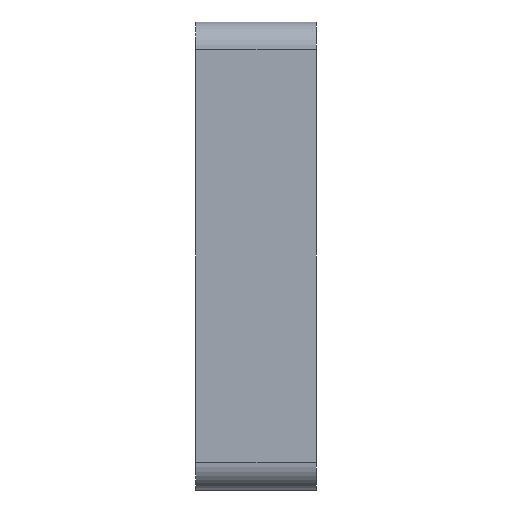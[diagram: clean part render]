
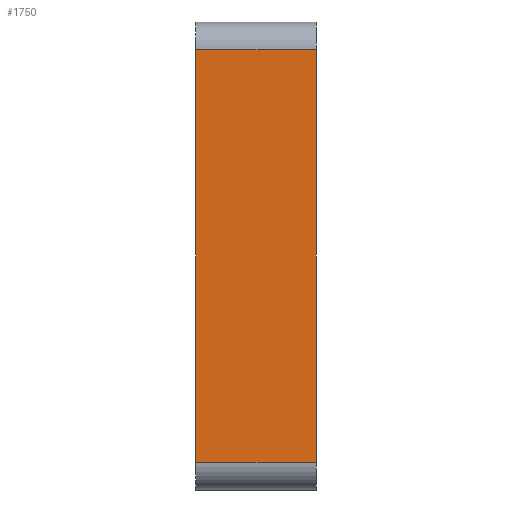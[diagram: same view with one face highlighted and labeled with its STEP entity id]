
A CAD part, left-side view. The second image highlights one B-rep face of the part: STEP entity #1750.
In plain terms, the highlighted planar face has unit normal (-1, 0, 0).
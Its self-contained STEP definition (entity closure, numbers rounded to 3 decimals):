
#95=PLANE('',#1936);
#192=FACE_OUTER_BOUND('',#306,.T.);
#306=EDGE_LOOP('',(#1577,#1578,#1579,#1580));
#474=LINE('',#2945,#642);
#475=LINE('',#2949,#643);
#476=LINE('',#2951,#644);
#477=LINE('',#2952,#645);
#642=VECTOR('',#2438,10.);
#643=VECTOR('',#2443,10.);
#644=VECTOR('',#2444,10.);
#645=VECTOR('',#2445,10.);
#871=VERTEX_POINT('',#2942);
#872=VERTEX_POINT('',#2944);
#873=VERTEX_POINT('',#2948);
#874=VERTEX_POINT('',#2950);
#1115=EDGE_CURVE('',#872,#871,#474,.T.);
#1117=EDGE_CURVE('',#871,#873,#475,.F.);
#1118=EDGE_CURVE('',#874,#873,#476,.T.);
#1119=EDGE_CURVE('',#874,#872,#477,.T.);
#1577=ORIENTED_EDGE('',*,*,#1117,.T.);
#1578=ORIENTED_EDGE('',*,*,#1118,.F.);
#1579=ORIENTED_EDGE('',*,*,#1119,.T.);
#1580=ORIENTED_EDGE('',*,*,#1115,.T.);
#1750=ADVANCED_FACE('',(#192),#95,.T.);
#1936=AXIS2_PLACEMENT_3D('',#2947,#2441,#2442);
#2438=DIRECTION('',(0.,1.,0.));
#2441=DIRECTION('center_axis',(-1.,0.,0.));
#2442=DIRECTION('ref_axis',(0.,0.,1.));
#2443=DIRECTION('',(0.,0.,1.));
#2444=DIRECTION('',(0.,1.,0.));
#2445=DIRECTION('',(0.,0.,1.));
#2942=CARTESIAN_POINT('',(-130.,43.,73.75));
#2944=CARTESIAN_POINT('',(-130.,0.,73.75));
#2945=CARTESIAN_POINT('',(-130.,0.,73.75));
#2947=CARTESIAN_POINT('Origin',(-130.,0.,-73.75));
#2948=CARTESIAN_POINT('',(-130.,43.,-73.75));
#2949=CARTESIAN_POINT('',(-130.,43.,-36.875));
#2950=CARTESIAN_POINT('',(-130.,0.,-73.75));
#2951=CARTESIAN_POINT('',(-130.,0.,-73.75));
#2952=CARTESIAN_POINT('',(-130.,0.,-73.75));
